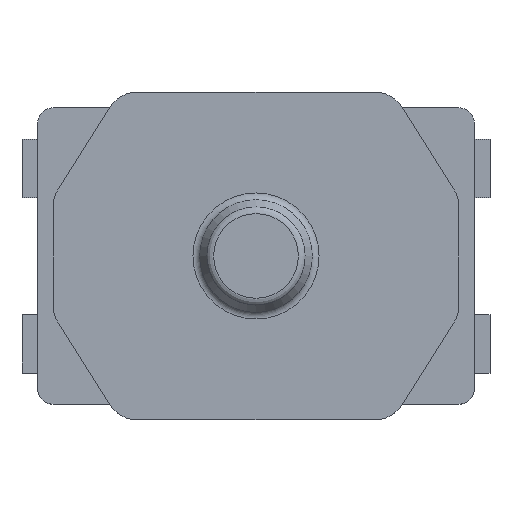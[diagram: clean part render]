
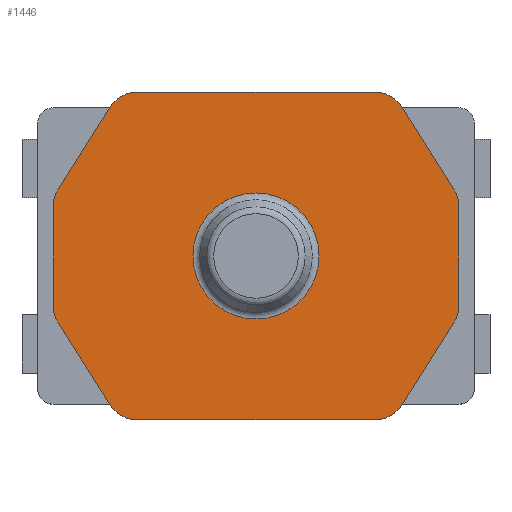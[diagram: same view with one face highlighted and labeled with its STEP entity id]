
A CAD part, top view. The second image highlights one B-rep face of the part: STEP entity #1446.
In plain terms, the highlighted planar face has unit normal (0, 0, 1).
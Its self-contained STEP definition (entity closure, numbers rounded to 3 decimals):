
#1446 = ADVANCED_FACE('',(#1447,#1458),#1596,.F.);
#1447 = FACE_BOUND('',#1448,.F.);
#1448 = EDGE_LOOP('',(#1449));
#1449 = ORIENTED_EDGE('',*,*,#1450,.T.);
#1450 = EDGE_CURVE('',#1451,#1451,#1453,.T.);
#1451 = VERTEX_POINT('',#1452);
#1452 = CARTESIAN_POINT('',(0.404,0.,0.45));
#1453 = CIRCLE('',#1454,0.404);
#1454 = AXIS2_PLACEMENT_3D('',#1455,#1456,#1457);
#1455 = CARTESIAN_POINT('',(0.,0.,0.45));
#1456 = DIRECTION('',(-0.,0.,1.));
#1457 = DIRECTION('',(1.,0.,0.));
#1458 = FACE_BOUND('',#1459,.F.);
#1459 = EDGE_LOOP('',(#1460,#1470,#1479,#1487,#1496,#1504,#1513,#1521,
    #1530,#1538,#1547,#1555,#1564,#1572,#1581,#1589));
#1460 = ORIENTED_EDGE('',*,*,#1461,.T.);
#1461 = EDGE_CURVE('',#1462,#1464,#1466,.T.);
#1462 = VERTEX_POINT('',#1463);
#1463 = CARTESIAN_POINT('',(-1.269,0.424,0.45));
#1464 = VERTEX_POINT('',#1465);
#1465 = CARTESIAN_POINT('',(-0.934,0.957,0.45));
#1466 = LINE('',#1467,#1468);
#1467 = CARTESIAN_POINT('',(-1.3,0.375,0.45));
#1468 = VECTOR('',#1469,1.);
#1469 = DIRECTION('',(0.533,0.846,0.));
#1470 = ORIENTED_EDGE('',*,*,#1471,.T.);
#1471 = EDGE_CURVE('',#1464,#1472,#1474,.T.);
#1472 = VERTEX_POINT('',#1473);
#1473 = CARTESIAN_POINT('',(-0.765,1.05,0.45));
#1474 = CIRCLE('',#1475,0.2);
#1475 = AXIS2_PLACEMENT_3D('',#1476,#1477,#1478);
#1476 = CARTESIAN_POINT('',(-0.765,0.85,0.45));
#1477 = DIRECTION('',(-0.,-0.,-1.));
#1478 = DIRECTION('',(0.,-1.,0.));
#1479 = ORIENTED_EDGE('',*,*,#1480,.T.);
#1480 = EDGE_CURVE('',#1472,#1481,#1483,.T.);
#1481 = VERTEX_POINT('',#1482);
#1482 = CARTESIAN_POINT('',(0.765,1.05,0.45));
#1483 = LINE('',#1484,#1485);
#1484 = CARTESIAN_POINT('',(-0.875,1.05,0.45));
#1485 = VECTOR('',#1486,1.);
#1486 = DIRECTION('',(1.,0.,0.));
#1487 = ORIENTED_EDGE('',*,*,#1488,.T.);
#1488 = EDGE_CURVE('',#1481,#1489,#1491,.T.);
#1489 = VERTEX_POINT('',#1490);
#1490 = CARTESIAN_POINT('',(0.934,0.957,0.45));
#1491 = CIRCLE('',#1492,0.2);
#1492 = AXIS2_PLACEMENT_3D('',#1493,#1494,#1495);
#1493 = CARTESIAN_POINT('',(0.765,0.85,0.45));
#1494 = DIRECTION('',(-0.,-0.,-1.));
#1495 = DIRECTION('',(0.,-1.,0.));
#1496 = ORIENTED_EDGE('',*,*,#1497,.T.);
#1497 = EDGE_CURVE('',#1489,#1498,#1500,.T.);
#1498 = VERTEX_POINT('',#1499);
#1499 = CARTESIAN_POINT('',(1.269,0.424,0.45));
#1500 = LINE('',#1501,#1502);
#1501 = CARTESIAN_POINT('',(0.875,1.05,0.45));
#1502 = VECTOR('',#1503,1.);
#1503 = DIRECTION('',(0.533,-0.846,0.));
#1504 = ORIENTED_EDGE('',*,*,#1505,.T.);
#1505 = EDGE_CURVE('',#1498,#1506,#1508,.T.);
#1506 = VERTEX_POINT('',#1507);
#1507 = CARTESIAN_POINT('',(1.3,0.317,0.45));
#1508 = CIRCLE('',#1509,0.2);
#1509 = AXIS2_PLACEMENT_3D('',#1510,#1511,#1512);
#1510 = CARTESIAN_POINT('',(1.1,0.317,0.45));
#1511 = DIRECTION('',(-0.,-0.,-1.));
#1512 = DIRECTION('',(0.,-1.,0.));
#1513 = ORIENTED_EDGE('',*,*,#1514,.T.);
#1514 = EDGE_CURVE('',#1506,#1515,#1517,.T.);
#1515 = VERTEX_POINT('',#1516);
#1516 = CARTESIAN_POINT('',(1.3,-0.317,0.45));
#1517 = LINE('',#1518,#1519);
#1518 = CARTESIAN_POINT('',(1.3,0.375,0.45));
#1519 = VECTOR('',#1520,1.);
#1520 = DIRECTION('',(0.,-1.,0.));
#1521 = ORIENTED_EDGE('',*,*,#1522,.T.);
#1522 = EDGE_CURVE('',#1515,#1523,#1525,.T.);
#1523 = VERTEX_POINT('',#1524);
#1524 = CARTESIAN_POINT('',(1.269,-0.424,0.45));
#1525 = CIRCLE('',#1526,0.2);
#1526 = AXIS2_PLACEMENT_3D('',#1527,#1528,#1529);
#1527 = CARTESIAN_POINT('',(1.1,-0.317,0.45));
#1528 = DIRECTION('',(-0.,-0.,-1.));
#1529 = DIRECTION('',(0.,-1.,0.));
#1530 = ORIENTED_EDGE('',*,*,#1531,.T.);
#1531 = EDGE_CURVE('',#1523,#1532,#1534,.T.);
#1532 = VERTEX_POINT('',#1533);
#1533 = CARTESIAN_POINT('',(0.934,-0.957,0.45));
#1534 = LINE('',#1535,#1536);
#1535 = CARTESIAN_POINT('',(1.3,-0.375,0.45));
#1536 = VECTOR('',#1537,1.);
#1537 = DIRECTION('',(-0.533,-0.846,0.));
#1538 = ORIENTED_EDGE('',*,*,#1539,.T.);
#1539 = EDGE_CURVE('',#1532,#1540,#1542,.T.);
#1540 = VERTEX_POINT('',#1541);
#1541 = CARTESIAN_POINT('',(0.765,-1.05,0.45));
#1542 = CIRCLE('',#1543,0.2);
#1543 = AXIS2_PLACEMENT_3D('',#1544,#1545,#1546);
#1544 = CARTESIAN_POINT('',(0.765,-0.85,0.45));
#1545 = DIRECTION('',(-0.,-0.,-1.));
#1546 = DIRECTION('',(0.,-1.,0.));
#1547 = ORIENTED_EDGE('',*,*,#1548,.T.);
#1548 = EDGE_CURVE('',#1540,#1549,#1551,.T.);
#1549 = VERTEX_POINT('',#1550);
#1550 = CARTESIAN_POINT('',(-0.765,-1.05,0.45));
#1551 = LINE('',#1552,#1553);
#1552 = CARTESIAN_POINT('',(0.875,-1.05,0.45));
#1553 = VECTOR('',#1554,1.);
#1554 = DIRECTION('',(-1.,0.,0.));
#1555 = ORIENTED_EDGE('',*,*,#1556,.F.);
#1556 = EDGE_CURVE('',#1557,#1549,#1559,.T.);
#1557 = VERTEX_POINT('',#1558);
#1558 = CARTESIAN_POINT('',(-0.934,-0.957,0.45));
#1559 = CIRCLE('',#1560,0.2);
#1560 = AXIS2_PLACEMENT_3D('',#1561,#1562,#1563);
#1561 = CARTESIAN_POINT('',(-0.765,-0.85,0.45));
#1562 = DIRECTION('',(-0.,0.,1.));
#1563 = DIRECTION('',(0.,-1.,0.));
#1564 = ORIENTED_EDGE('',*,*,#1565,.T.);
#1565 = EDGE_CURVE('',#1557,#1566,#1568,.T.);
#1566 = VERTEX_POINT('',#1567);
#1567 = CARTESIAN_POINT('',(-1.269,-0.424,0.45));
#1568 = LINE('',#1569,#1570);
#1569 = CARTESIAN_POINT('',(-0.875,-1.05,0.45));
#1570 = VECTOR('',#1571,1.);
#1571 = DIRECTION('',(-0.533,0.846,0.));
#1572 = ORIENTED_EDGE('',*,*,#1573,.F.);
#1573 = EDGE_CURVE('',#1574,#1566,#1576,.T.);
#1574 = VERTEX_POINT('',#1575);
#1575 = CARTESIAN_POINT('',(-1.3,-0.317,0.45));
#1576 = CIRCLE('',#1577,0.2);
#1577 = AXIS2_PLACEMENT_3D('',#1578,#1579,#1580);
#1578 = CARTESIAN_POINT('',(-1.1,-0.317,0.45));
#1579 = DIRECTION('',(-0.,0.,1.));
#1580 = DIRECTION('',(0.,-1.,0.));
#1581 = ORIENTED_EDGE('',*,*,#1582,.T.);
#1582 = EDGE_CURVE('',#1574,#1583,#1585,.T.);
#1583 = VERTEX_POINT('',#1584);
#1584 = CARTESIAN_POINT('',(-1.3,0.317,0.45));
#1585 = LINE('',#1586,#1587);
#1586 = CARTESIAN_POINT('',(-1.3,-0.375,0.45));
#1587 = VECTOR('',#1588,1.);
#1588 = DIRECTION('',(0.,1.,0.));
#1589 = ORIENTED_EDGE('',*,*,#1590,.F.);
#1590 = EDGE_CURVE('',#1462,#1583,#1591,.T.);
#1591 = CIRCLE('',#1592,0.2);
#1592 = AXIS2_PLACEMENT_3D('',#1593,#1594,#1595);
#1593 = CARTESIAN_POINT('',(-1.1,0.317,0.45));
#1594 = DIRECTION('',(-0.,0.,1.));
#1595 = DIRECTION('',(0.,-1.,0.));
#1596 = PLANE('',#1597);
#1597 = AXIS2_PLACEMENT_3D('',#1598,#1599,#1600);
#1598 = CARTESIAN_POINT('',(0.,0.,0.45));
#1599 = DIRECTION('',(-0.,-0.,-1.));
#1600 = DIRECTION('',(-1.,0.,0.));
